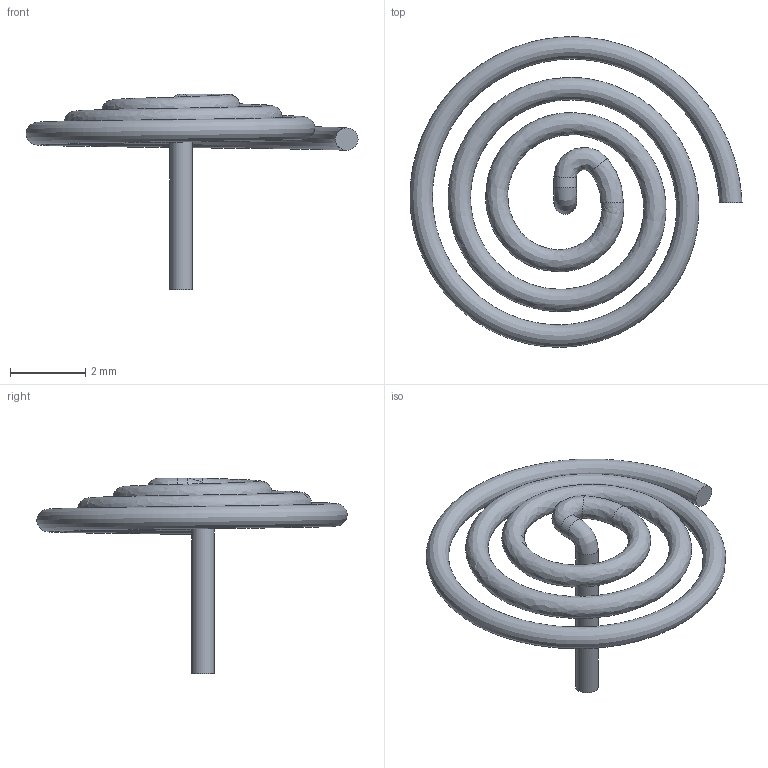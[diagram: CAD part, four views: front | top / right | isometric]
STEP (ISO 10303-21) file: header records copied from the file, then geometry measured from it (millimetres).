
FILE_DESCRIPTION (( 'STEP AP214' ), '1' );
FILE_NAME ('241.STEP', '2022-04-28T17:50:06', ( '' ), ( '' ), 'SwSTEP 2.0', 'SolidWorks 2013', '' );
FILE_SCHEMA (( 'AUTOMOTIVE_DESIGN' ));
Length unit declared in the file: millimetre
Products named in the file (1): 241
Bounding box: 8.83 x 8.26 x 5.21 mm (x, y, z)
Volume: 17 mm3; surface area: 114.5 mm2
Topology: 1 solids, 1 shells, 8 faces, 14 edges, 8 vertices
Faces by surface type: bspline 6, plane 2
Entity records: 771 total; most frequent: CARTESIAN_POINT 629, DIRECTION 20, EDGE_LOOP 14, FACE_OUTER_BOUND 14, ORIENTED_EDGE 14, AXIS2_PLACEMENT_3D 10, ADVANCED_FACE 8, VERTEX_POINT 7
